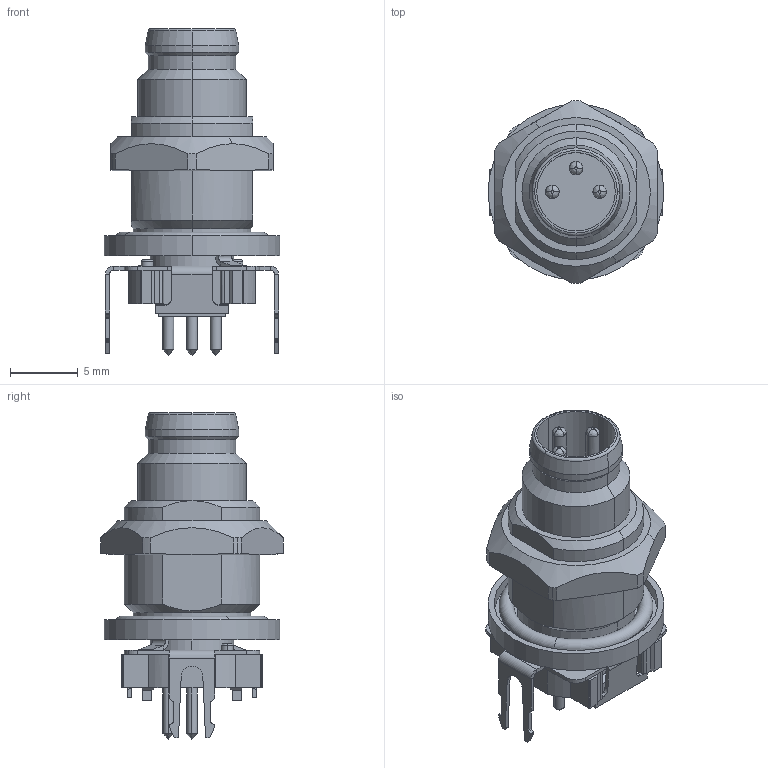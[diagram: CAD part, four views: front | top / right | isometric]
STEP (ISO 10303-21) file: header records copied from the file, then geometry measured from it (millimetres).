
FILE_DESCRIPTION(('CATIA V5R24 STEP','CAx-IF Rec.Pracs.--- Model Styling and Organization---1.2---2011-12-15'),'2;1');
FILE_NAME ('D1461895_0_2423490000_2423490000.stp','2017-08-29T12:18:13+00:00',('none'),('Weidmueller'),'CATIA Version 5-6 Release 2014 SP4 HF52','CATIA V5 STEP AP214','none');
FILE_SCHEMA(('AUTOMOTIVE_DESIGN { 1 0 10303 214 1 1 1 1 }'));
Length unit declared in the file: millimetre
Products named in the file (1): 2423490000
Bounding box: 13 x 13.5 x 24.15 mm (x, y, z)
Volume: 1345.1 mm3; surface area: 2157.4 mm2
Topology: 3 solids, 3 shells, 424 faces, 1134 edges, 723 vertices
Faces by surface type: plane 198, cylinder 180, cone 28, bspline 12, torus 6
Entity records: 13359 total; most frequent: CARTESIAN_POINT 3178, ORIENTED_EDGE 2256, DIRECTION 1800, EDGE_CURVE 1128, AXIS2_PLACEMENT_3D 732, VERTEX_POINT 723, VECTOR 670, LINE 670
